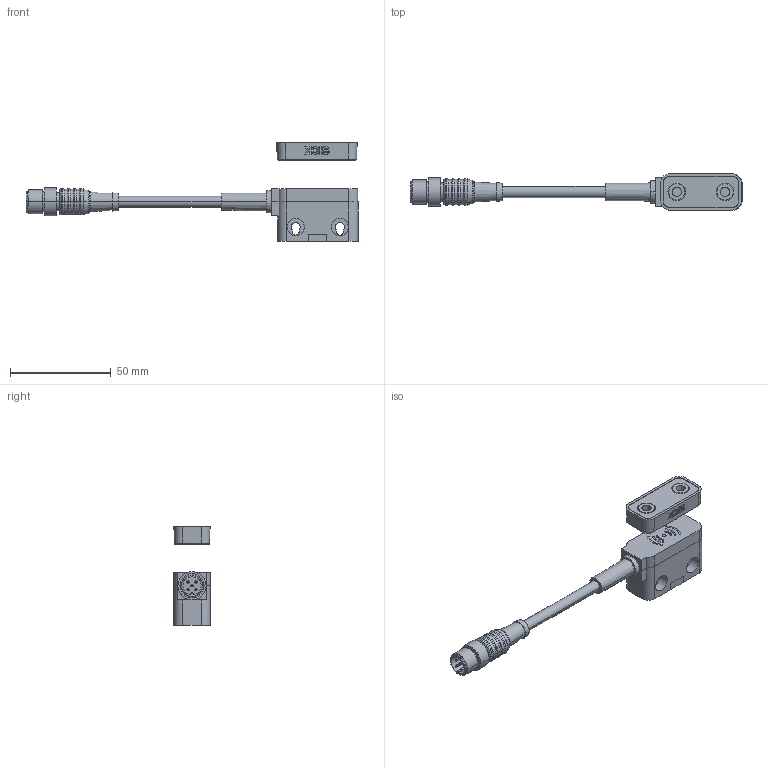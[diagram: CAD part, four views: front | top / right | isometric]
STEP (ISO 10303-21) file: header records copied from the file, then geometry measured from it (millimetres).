
FILE_DESCRIPTION(('OneSpaceDesigner STEP Export'),'2;1');
FILE_NAME('STR1-SAFxxxxx.stp','2020-03-30T 9:58:30',('SICK AG'),('SICK AG'),'Creo Elements/Direct Modeling STEP processor for AP214 (Solid Model)','Creo Elements/Direct Modeling 18.1B 29-Sep-2012 (C) Parametric Technology GmbH','');
FILE_SCHEMA(('AUTOMOTIVE_DESIGN { 1 0 10303 214 1 1 1 1 }'));
Length unit declared in the file: millimetre
Products named in the file (3): 1073221; STR1-XDAxxxxx; STR1-SAFxxxxx
Assembly tree (2 placements, depth 2):
  STR1-SAFxxxxx
    STR1-XDAxxxxx
    1073221
Bounding box: 165 x 18 x 49.2 mm (x, y, z)
Volume: 30129.7 mm3; surface area: 11869.8 mm2
Topology: 2 solids, 2 shells, 341 faces, 843 edges, 545 vertices
Faces by surface type: plane 149, cylinder 90, cone 66, torus 36
Entity records: 10843 total; most frequent: CARTESIAN_POINT 1825, ORIENTED_EDGE 1686, DIRECTION 1595, EDGE_CURVE 843, AXIS2_PLACEMENT_3D 571, VERTEX_POINT 545, VECTOR 453, LINE 453
